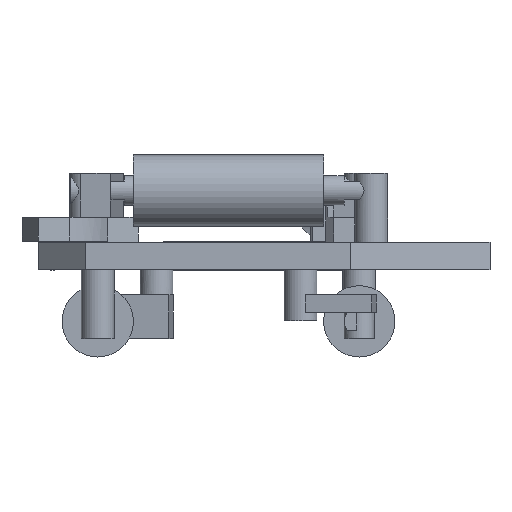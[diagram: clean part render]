
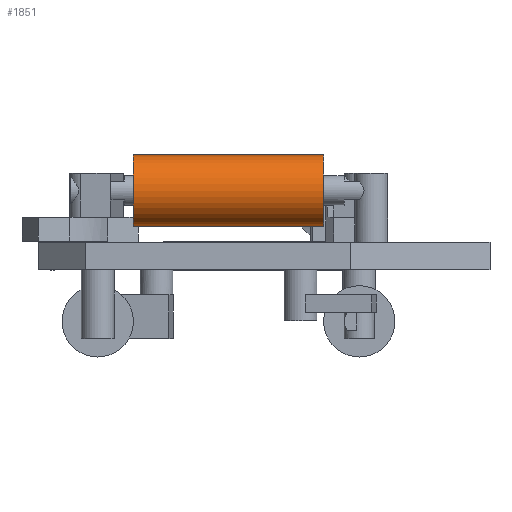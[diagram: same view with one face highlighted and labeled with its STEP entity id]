
A CAD part, left-side view. The second image highlights one B-rep face of the part: STEP entity #1851.
In plain terms, the highlighted cylindrical face has radius 30 mm (diameter 60 mm), a full revolution.
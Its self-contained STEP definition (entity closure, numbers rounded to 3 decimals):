
#147 = ORIENTED_EDGE ( 'NONE', *, *, #8975, .F. ) ;
#400 = CARTESIAN_POINT ( 'NONE',  ( 70., 140.1, 66.5 ) ) ;
#662 = EDGE_LOOP ( 'NONE', ( #147 ) ) ;
#1209 = DIRECTION ( 'NONE',  ( 1., 0., 0. ) ) ;
#1263 = VERTEX_POINT ( 'NONE', #400 ) ;
#1327 = CARTESIAN_POINT ( 'NONE',  ( 70., 300.1, 66.5 ) ) ;
#1851 = ADVANCED_FACE ( 'NONE', ( #4444, #8423 ), #5029, .T. ) ;
#2153 = ORIENTED_EDGE ( 'NONE', *, *, #7340, .F. ) ;
#2331 = DIRECTION ( 'NONE',  ( 0., 1., 0. ) ) ;
#2735 = DIRECTION ( 'NONE',  ( 0., -1., 0. ) ) ;
#4444 = FACE_OUTER_BOUND ( 'NONE', #662, .T. ) ;
#4767 = DIRECTION ( 'NONE',  ( 0., -1., 0. ) ) ;
#4896 = DIRECTION ( 'NONE',  ( 1., 0., 0. ) ) ;
#4963 = DIRECTION ( 'NONE',  ( 1., 0., 0. ) ) ;
#5029 = CYLINDRICAL_SURFACE ( 'NONE', #10687, 30. ) ;
#5954 = CARTESIAN_POINT ( 'NONE',  ( 40., 140.1, 66.5 ) ) ;
#6320 = VERTEX_POINT ( 'NONE', #1327 ) ;
#6871 = CIRCLE ( 'NONE', #7501, 30. ) ;
#7340 = EDGE_CURVE ( 'NONE', #1263, #1263, #6871, .T. ) ;
#7501 = AXIS2_PLACEMENT_3D ( 'NONE', #5954, #4767, #4963 ) ;
#8284 = CARTESIAN_POINT ( 'NONE',  ( 40., 300.1, 66.5 ) ) ;
#8423 = FACE_OUTER_BOUND ( 'NONE', #10222, .T. ) ;
#8975 = EDGE_CURVE ( 'NONE', #6320, #6320, #11284, .T. ) ;
#9004 = AXIS2_PLACEMENT_3D ( 'NONE', #8284, #2331, #1209 ) ;
#10222 = EDGE_LOOP ( 'NONE', ( #2153 ) ) ;
#10687 = AXIS2_PLACEMENT_3D ( 'NONE', #12697, #2735, #4896 ) ;
#11284 = CIRCLE ( 'NONE', #9004, 30. ) ;
#12697 = CARTESIAN_POINT ( 'NONE',  ( 40., 384.953, 66.5 ) ) ;
